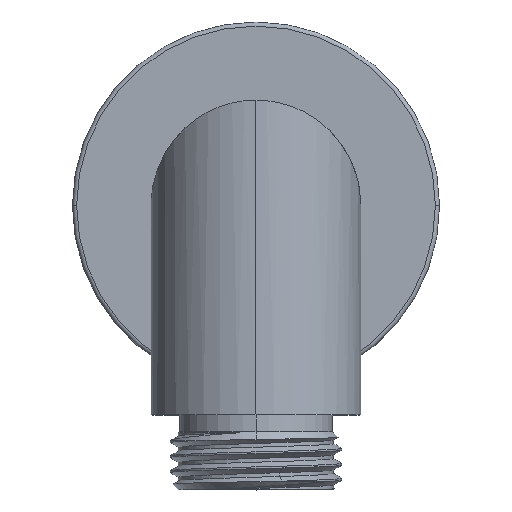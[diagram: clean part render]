
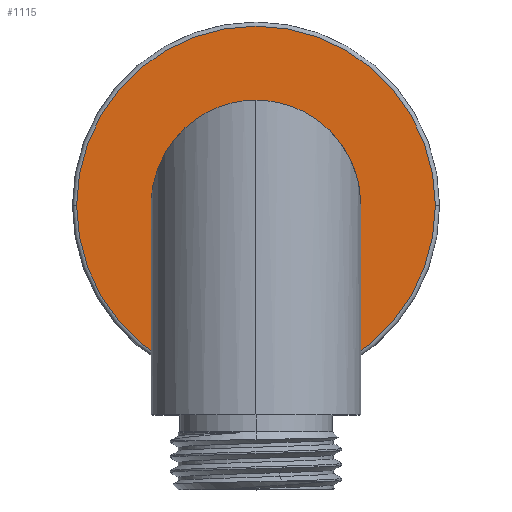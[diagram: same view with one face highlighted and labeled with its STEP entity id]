
A CAD part, top view. The second image highlights one B-rep face of the part: STEP entity #1115.
In plain terms, the highlighted planar face has unit normal (0, 0, 1).
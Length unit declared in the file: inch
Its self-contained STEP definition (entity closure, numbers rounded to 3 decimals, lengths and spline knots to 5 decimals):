
#26=CARTESIAN_POINT('',(0.,0.,0.31));
#27=DIRECTION('',(0.,0.,1.));
#28=DIRECTION('',(-1.,0.,0.));
#29=AXIS2_PLACEMENT_3D('',#26,#27,#28);
#31=CARTESIAN_POINT('',(0.,0.,0.31));
#32=DIRECTION('',(0.,0.,1.));
#33=DIRECTION('',(1.,0.,0.));
#34=AXIS2_PLACEMENT_3D('',#31,#32,#33);
#36=CARTESIAN_POINT('',(0.,0.,0.31));
#37=DIRECTION('',(0.,0.,1.));
#38=DIRECTION('',(1.,0.,0.));
#39=AXIS2_PLACEMENT_3D('',#36,#37,#38);
#41=CARTESIAN_POINT('',(0.,0.,0.31));
#42=DIRECTION('',(0.,0.,1.));
#43=DIRECTION('',(-1.,0.,0.));
#44=AXIS2_PLACEMENT_3D('',#41,#42,#43);
#989=CARTESIAN_POINT('',(-0.855,0.,0.31));
#990=CARTESIAN_POINT('',(0.855,0.,0.31));
#991=VERTEX_POINT('',#989);
#992=VERTEX_POINT('',#990);
#1053=CARTESIAN_POINT('',(0.5,0.,0.31));
#1054=CARTESIAN_POINT('',(-0.5,0.,0.31));
#1055=VERTEX_POINT('',#1053);
#1056=VERTEX_POINT('',#1054);
#1099=CARTESIAN_POINT('',(0.,0.,0.31));
#1100=DIRECTION('',(0.,0.,1.));
#1101=DIRECTION('',(1.,0.,0.));
#1102=AXIS2_PLACEMENT_3D('',#1099,#1100,#1101);
#1103=PLANE('',#1102);
#1105=ORIENTED_EDGE('',*,*,#1104,.F.);
#1106=ORIENTED_EDGE('',*,*,#1089,.F.);
#1107=EDGE_LOOP('',(#1105,#1106));
#1108=FACE_OUTER_BOUND('',#1107,.F.);
#1110=ORIENTED_EDGE('',*,*,#1109,.T.);
#1112=ORIENTED_EDGE('',*,*,#1111,.T.);
#1113=EDGE_LOOP('',(#1110,#1112));
#1114=FACE_BOUND('',#1113,.F.);
#1115=ADVANCED_FACE('',(#1108,#1114),#1103,.T.);
#30=CIRCLE('',#29,0.855);
#35=CIRCLE('',#34,0.855);
#40=CIRCLE('',#39,0.5);
#45=CIRCLE('',#44,0.5);
#1089=EDGE_CURVE('',#992,#991,#35,.T.);
#1104=EDGE_CURVE('',#991,#992,#30,.T.);
#1109=EDGE_CURVE('',#1055,#1056,#40,.T.);
#1111=EDGE_CURVE('',#1056,#1055,#45,.T.);
